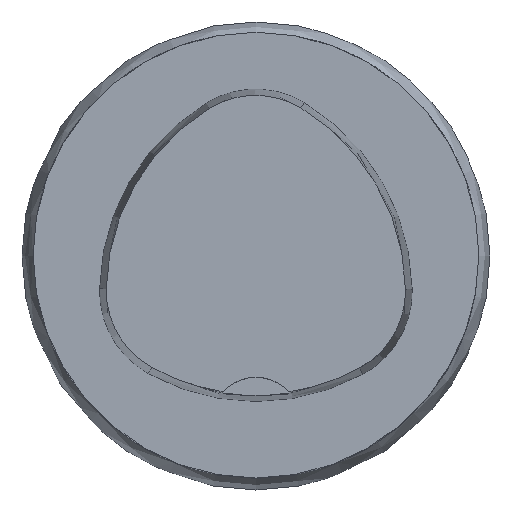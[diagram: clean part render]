
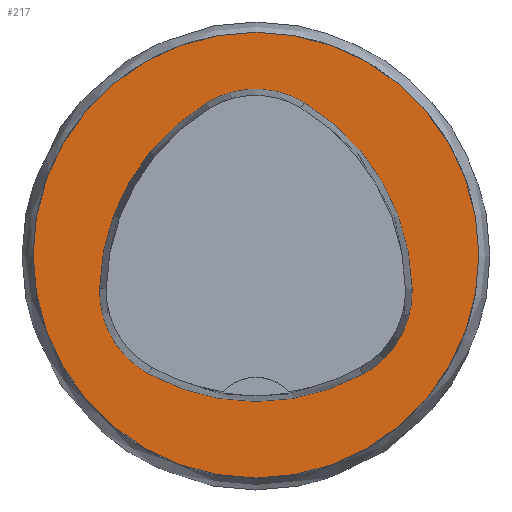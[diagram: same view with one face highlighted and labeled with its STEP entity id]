
A CAD part, top view. The second image highlights one B-rep face of the part: STEP entity #217.
In plain terms, the highlighted planar face has unit normal (0, 0, 1).
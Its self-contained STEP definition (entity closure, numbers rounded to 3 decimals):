
#190=FACE_BOUND('',#301,.T.);
#191=FACE_BOUND('',#302,.T.);
#217=ADVANCED_FACE('',(#190,#191),#237,.T.);
#237=PLANE('',#717);
#301=EDGE_LOOP('',(#380,#381,#382,#383,#384,#385));
#302=EDGE_LOOP('',(#386));
#380=ORIENTED_EDGE('',*,*,#519,.T.);
#381=ORIENTED_EDGE('',*,*,#499,.T.);
#382=ORIENTED_EDGE('',*,*,#503,.T.);
#383=ORIENTED_EDGE('',*,*,#506,.T.);
#384=ORIENTED_EDGE('',*,*,#509,.T.);
#385=ORIENTED_EDGE('',*,*,#517,.T.);
#386=ORIENTED_EDGE('',*,*,#522,.F.);
#454=VERTEX_POINT('',#982);
#455=VERTEX_POINT('',#983);
#458=VERTEX_POINT('',#991);
#460=VERTEX_POINT('',#997);
#462=VERTEX_POINT('',#1003);
#469=VERTEX_POINT('',#1024);
#470=VERTEX_POINT('',#1034);
#499=EDGE_CURVE('',#454,#455,#559,.T.);
#503=EDGE_CURVE('',#455,#458,#561,.T.);
#506=EDGE_CURVE('',#458,#460,#563,.T.);
#509=EDGE_CURVE('',#460,#462,#565,.T.);
#517=EDGE_CURVE('',#462,#469,#569,.T.);
#519=EDGE_CURVE('',#469,#454,#571,.T.);
#522=EDGE_CURVE('',#470,#470,#574,.T.);
#559=CIRCLE('',#694,20.);
#561=CIRCLE('',#697,8.5);
#563=CIRCLE('',#700,20.);
#565=CIRCLE('',#703,8.5);
#569=CIRCLE('',#708,20.);
#571=CIRCLE('',#711,8.5);
#574=CIRCLE('',#716,20.);
#694=AXIS2_PLACEMENT_3D('',#981,#806,#807);
#697=AXIS2_PLACEMENT_3D('',#990,#814,#815);
#700=AXIS2_PLACEMENT_3D('',#996,#821,#822);
#703=AXIS2_PLACEMENT_3D('',#1002,#828,#829);
#708=AXIS2_PLACEMENT_3D('',#1025,#840,#841);
#711=AXIS2_PLACEMENT_3D('',#1028,#846,#847);
#716=AXIS2_PLACEMENT_3D('',#1033,#856,#857);
#717=AXIS2_PLACEMENT_3D('',#1035,#858,#859);
#806=DIRECTION('',(0.,0.,-1.));
#807=DIRECTION('',(-1.,0.,0.));
#814=DIRECTION('',(0.,0.,-1.));
#815=DIRECTION('',(-1.,0.,0.));
#821=DIRECTION('',(0.,0.,-1.));
#822=DIRECTION('',(-1.,0.,0.));
#828=DIRECTION('',(0.,0.,-1.));
#829=DIRECTION('',(-1.,0.,0.));
#840=DIRECTION('',(0.,0.,-1.));
#841=DIRECTION('',(-1.,0.,0.));
#846=DIRECTION('',(0.,0.,-1.));
#847=DIRECTION('',(-1.,0.,0.));
#856=DIRECTION('',(0.,0.,-1.));
#857=DIRECTION('',(-1.,0.,0.));
#858=DIRECTION('',(0.,0.,1.));
#859=DIRECTION('',(1.,0.,0.));
#981=CARTESIAN_POINT('',(5.955,-3.414,0.));
#982=CARTESIAN_POINT('',(-14.041,-3.042,0.));
#983=CARTESIAN_POINT('',(-4.472,13.653,0.));
#990=CARTESIAN_POINT('',(-0.04,6.4,0.));
#991=CARTESIAN_POINT('',(4.347,13.68,0.));
#996=CARTESIAN_POINT('',(-5.976,-3.45,0.));
#997=CARTESIAN_POINT('',(14.021,-3.075,0.));
#1002=CARTESIAN_POINT('',(5.522,-3.235,0.));
#1003=CARTESIAN_POINT('',(9.588,-10.699,0.));
#1024=CARTESIAN_POINT('',(-9.655,-10.639,0.));
#1025=CARTESIAN_POINT('',(0.022,6.864,0.));
#1028=CARTESIAN_POINT('',(-5.543,-3.2,0.));
#1033=CARTESIAN_POINT('',(0.,0.,0.));
#1034=CARTESIAN_POINT('',(-20.,0.,0.));
#1035=CARTESIAN_POINT('',(0.,0.,0.));
